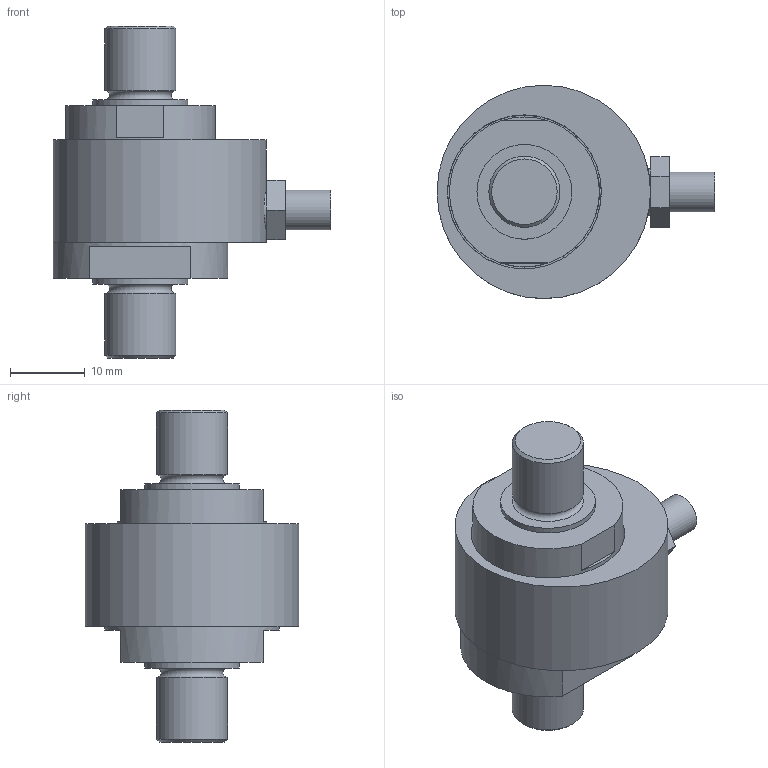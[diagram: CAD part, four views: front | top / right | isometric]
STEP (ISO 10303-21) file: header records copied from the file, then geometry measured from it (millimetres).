
FILE_DESCRIPTION((''),'2;1');
FILE_NAME('LCM400.stp','2010-11-08T14:37:09',('thomasl'),(''),'Autodesk Inventor 2008','Autodesk Inventor 2008','');
FILE_SCHEMA(('AUTOMOTIVE_DESIGN { 1 0 10303 214 1 1 1 1 }'));
Length unit declared in the file: inch
Products named in the file (2): LCM400; $F1742
Assembly tree (1 placements, depth 2):
  LCM400
    $F1742
Bounding box: 37.21 x 28.57 x 44.45 mm (x, y, z)
Volume: 13594 mm3; surface area: 6138.5 mm2
Topology: 1 solids, 1 shells, 62 faces, 172 edges, 125 vertices
Faces by surface type: plane 33, cylinder 21, bspline 4, cone 2, torus 2
Full cylindrical faces by diameter (mm): 0.457 x4, 0.94 x4, 4.623 x1, 5.334 x1, 6.223 x1, 6.248 x1, 9.525 x2, 12.7 x2, 20.066 x1, 20.574 x1, 20.625 x1, 23.368 x1, 28.575 x1
Entity records: 2316 total; most frequent: CARTESIAN_POINT 718, DIRECTION 327, ORIENTED_EDGE 280, AXIS2_PLACEMENT_3D 145, EDGE_CURVE 140, VERTEX_POINT 125, EDGE_LOOP 116, CIRCLE 84
